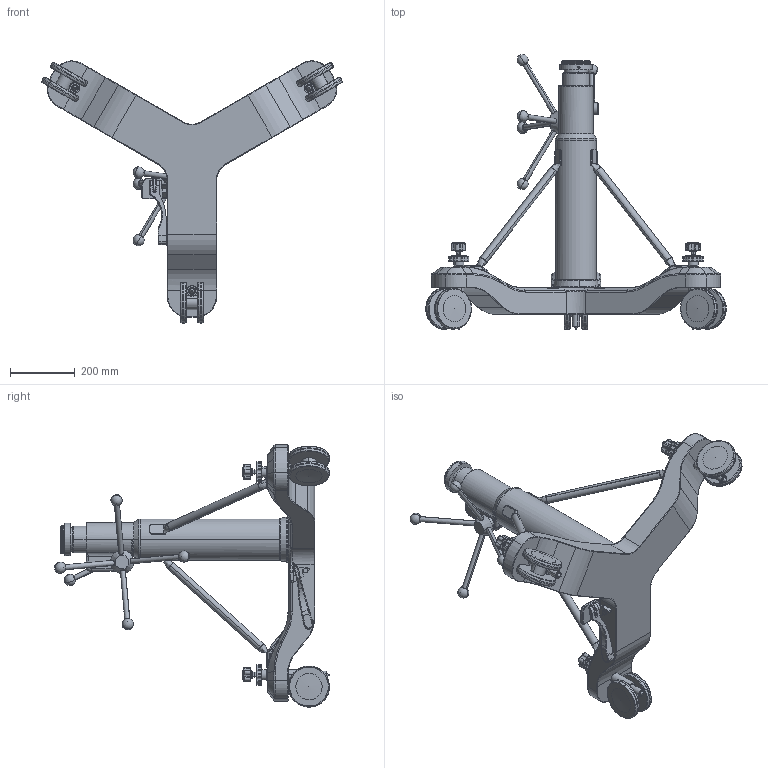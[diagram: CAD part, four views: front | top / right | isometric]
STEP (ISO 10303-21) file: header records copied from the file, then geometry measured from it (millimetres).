
FILE_DESCRIPTION (( 'STEP AP214' ), '1' );
FILE_NAME ('RS-231.STEP', '2023-01-24T15:46:26', ( '' ), ( '' ), 'SwSTEP 2.0', 'SolidWorks 2021', '' );
FILE_SCHEMA (( 'AUTOMOTIVE_DESIGN' ));
Length unit declared in the file: inch
Products named in the file (1): RS-231
Bounding box: 931.15 x 851.87 x 812.39 mm (x, y, z)
Volume: 27630999.8 mm3; surface area: 1449998.9 mm2
Topology: 4 solids, 4 shells, 1848 faces, 4482 edges, 2721 vertices
Faces by surface type: cylinder 546, plane 477, torus 426, bspline 229, cone 150, sphere 20
Entity records: 88531 total; most frequent: CARTESIAN_POINT 46781, ORIENTED_EDGE 8848, DIRECTION 8726, EDGE_CURVE 4424, AXIS2_PLACEMENT_3D 3690, VERTEX_POINT 2692, CIRCLE 2070, EDGE_LOOP 1960
